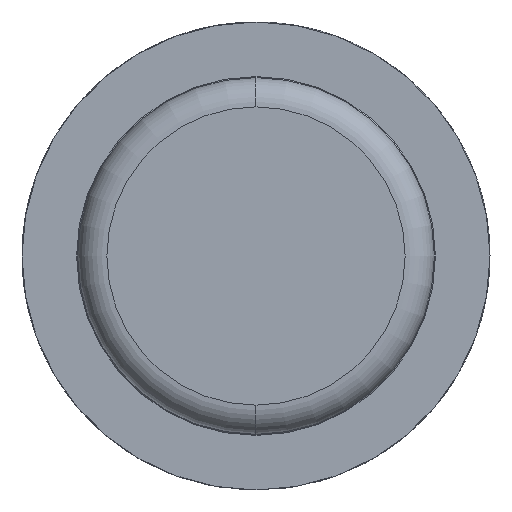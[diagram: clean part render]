
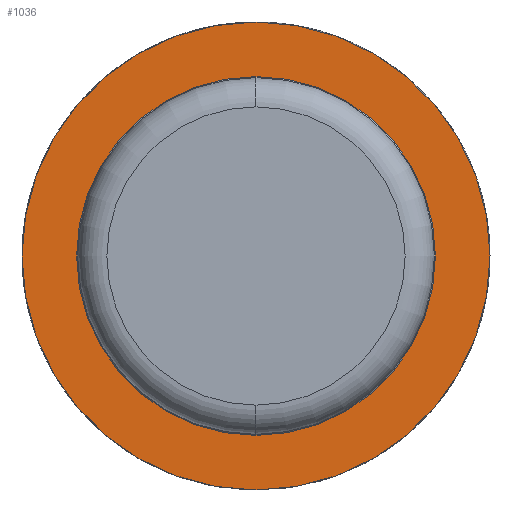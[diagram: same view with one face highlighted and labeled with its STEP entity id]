
A CAD part, left-side view. The second image highlights one B-rep face of the part: STEP entity #1036.
In plain terms, the highlighted planar face has unit normal (-1, 0, 0).
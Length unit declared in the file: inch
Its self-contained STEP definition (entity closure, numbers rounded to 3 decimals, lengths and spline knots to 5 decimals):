
#369 = AXIS2_PLACEMENT_3D ( 'NONE', #762, #758, #755 ) ;
#639 = CIRCLE ( 'NONE', #369, 0.06 ) ;
#752 = CARTESIAN_POINT ( 'NONE',  ( 0.085, 0., 0.06 ) ) ;
#755 = DIRECTION ( 'NONE',  ( 0., 0., 1. ) ) ;
#758 = DIRECTION ( 'NONE',  ( -1., 0., 0. ) ) ;
#762 = CARTESIAN_POINT ( 'NONE',  ( 0.085, 0., 0. ) ) ;
#840 = CIRCLE ( 'NONE', #3046, 0.046 ) ;
#888 = DIRECTION ( 'NONE',  ( 0., 0., 1. ) ) ;
#893 = DIRECTION ( 'NONE',  ( -1., 0., 0. ) ) ;
#898 = CARTESIAN_POINT ( 'NONE',  ( 0.085, 0., 0. ) ) ;
#915 = EDGE_LOOP ( 'NONE', ( #2542, #1236 ) ) ;
#981 = ORIENTED_EDGE ( 'NONE', *, *, #2049, .F. ) ;
#1036 = ADVANCED_FACE ( 'NONE', ( #1306, #1242 ), #1130, .F. ) ;
#1130 = PLANE ( 'NONE',  #2221 ) ;
#1177 = CARTESIAN_POINT ( 'NONE',  ( 0.085, 0.046, 0. ) ) ;
#1180 = DIRECTION ( 'NONE',  ( 1., 0., 0. ) ) ;
#1181 = DIRECTION ( 'NONE',  ( 0., 0., -1. ) ) ;
#1236 = ORIENTED_EDGE ( 'NONE', *, *, #2916, .T. ) ;
#1242 = FACE_OUTER_BOUND ( 'NONE', #915, .T. ) ;
#1306 = FACE_BOUND ( 'NONE', #2670, .T. ) ;
#1344 = VERTEX_POINT ( 'NONE', #2511 ) ;
#1573 = ORIENTED_EDGE ( 'NONE', *, *, #2868, .F. ) ;
#1618 = VERTEX_POINT ( 'NONE', #1726 ) ;
#1726 = CARTESIAN_POINT ( 'NONE',  ( 0.085, 0., -0.06 ) ) ;
#1990 = EDGE_CURVE ( 'NONE', #2975, #1618, #3057, .T. ) ;
#2049 = EDGE_CURVE ( 'NONE', #1344, #2497, #840, .T. ) ;
#2068 = CIRCLE ( 'NONE', #2261, 0.046 ) ;
#2197 = CARTESIAN_POINT ( 'NONE',  ( 0.085, 0., -0.046 ) ) ;
#2210 = CARTESIAN_POINT ( 'NONE',  ( 0.085, 0., 0. ) ) ;
#2212 = DIRECTION ( 'NONE',  ( -1., 0., 0. ) ) ;
#2214 = DIRECTION ( 'NONE',  ( 0., 0., 1. ) ) ;
#2221 = AXIS2_PLACEMENT_3D ( 'NONE', #1177, #1180, #1181 ) ;
#2239 = CARTESIAN_POINT ( 'NONE',  ( 0.085, 0., 0. ) ) ;
#2242 = DIRECTION ( 'NONE',  ( -1., 0., 0. ) ) ;
#2244 = DIRECTION ( 'NONE',  ( 0., 0., 1. ) ) ;
#2261 = AXIS2_PLACEMENT_3D ( 'NONE', #898, #893, #888 ) ;
#2497 = VERTEX_POINT ( 'NONE', #2197 ) ;
#2511 = CARTESIAN_POINT ( 'NONE',  ( 0.085, 0., 0.046 ) ) ;
#2542 = ORIENTED_EDGE ( 'NONE', *, *, #1990, .T. ) ;
#2670 = EDGE_LOOP ( 'NONE', ( #981, #1573 ) ) ;
#2848 = AXIS2_PLACEMENT_3D ( 'NONE', #2210, #2212, #2214 ) ;
#2868 = EDGE_CURVE ( 'NONE', #2497, #1344, #2068, .T. ) ;
#2916 = EDGE_CURVE ( 'NONE', #1618, #2975, #639, .T. ) ;
#2975 = VERTEX_POINT ( 'NONE', #752 ) ;
#3046 = AXIS2_PLACEMENT_3D ( 'NONE', #2239, #2242, #2244 ) ;
#3057 = CIRCLE ( 'NONE', #2848, 0.06 ) ;
